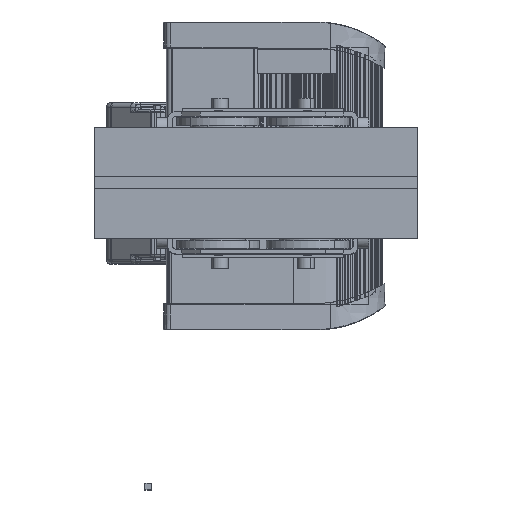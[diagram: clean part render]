
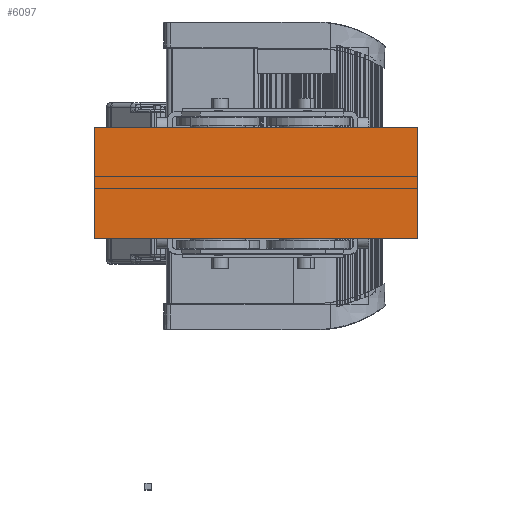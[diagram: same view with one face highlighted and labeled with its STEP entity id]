
A CAD part, top view. The second image highlights one B-rep face of the part: STEP entity #6097.
In plain terms, the highlighted planar face has unit normal (0, 0, 1).
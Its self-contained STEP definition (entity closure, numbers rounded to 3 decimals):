
#6097=ADVANCED_FACE('',(#14154),#14155,.T.);
#7955=EDGE_CURVE('',#16968,#12932,#16969,.T.);
#12932=VERTEX_POINT('',#27776);
#14154=FACE_OUTER_BOUND('',#32733,.T.);
#14155=PLANE('',#32734);
#16968=VERTEX_POINT('',#40923);
#16969=LINE('',#40924,#40925);
#27776=CARTESIAN_POINT('',(291.0,-100.,266.67));
#32733=EDGE_LOOP('',(#59537,#59538,#59539,#59540));
#32734=AXIS2_PLACEMENT_3D('',#59541,#59542,#59543);
#40923=CARTESIAN_POINT('',(291.0,100.0,266.67));
#40924=CARTESIAN_POINT('',(291.0,100.0,266.67));
#40925=VECTOR('',#66398,1.0);
#59537=ORIENTED_EDGE('',*,*,#87456,.T.);
#59538=ORIENTED_EDGE('',*,*,#84585,.F.);
#59539=ORIENTED_EDGE('',*,*,#7955,.F.);
#59540=ORIENTED_EDGE('',*,*,#87457,.T.);
#59541=CARTESIAN_POINT('',(291.0,0.,266.67));
#59542=DIRECTION('',(0.0,0.0,1.0));
#59543=DIRECTION('',(-0.0,1.0,-0.0));
#66398=DIRECTION('',(0.0,-1.0,0.0));
#84585=EDGE_CURVE('',#12932,#94750,#94754,.T.);
#87456=EDGE_CURVE('',#99154,#94750,#99155,.T.);
#87457=EDGE_CURVE('',#16968,#99154,#99156,.T.);
#94750=VERTEX_POINT('',#108778);
#94754=LINE('',#108784,#108785);
#99154=VERTEX_POINT('',#117391);
#99155=LINE('',#117392,#117393);
#99156=LINE('',#117394,#117395);
#108778=CARTESIAN_POINT('',(-291.0,-100.,266.67));
#108784=CARTESIAN_POINT('',(291.0,-100.,266.67));
#108785=VECTOR('',#129273,1.0);
#117391=CARTESIAN_POINT('',(-291.0,100.0,266.67));
#117392=CARTESIAN_POINT('',(-291.0,100.0,266.67));
#117393=VECTOR('',#133091,1.0);
#117394=CARTESIAN_POINT('',(291.0,100.0,266.67));
#117395=VECTOR('',#133092,1.0);
#129273=DIRECTION('',(-1.0,0.0,0.0));
#133091=DIRECTION('',(0.0,-1.0,0.0));
#133092=DIRECTION('',(-1.0,0.0,0.0));
